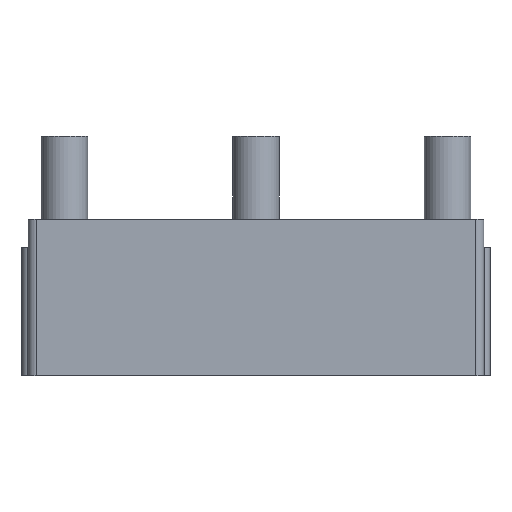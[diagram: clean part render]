
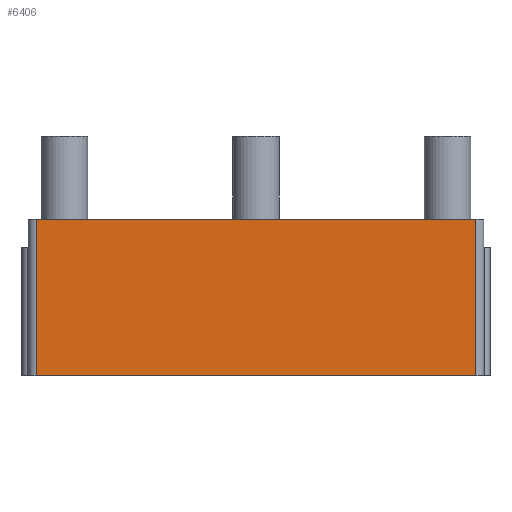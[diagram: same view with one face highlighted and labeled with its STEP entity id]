
A CAD part, front view. The second image highlights one B-rep face of the part: STEP entity #6406.
In plain terms, the highlighted planar face has unit normal (0, -1, 0).
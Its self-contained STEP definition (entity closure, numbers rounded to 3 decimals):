
#399=FACE_OUTER_BOUND('',#727,.T.);
#727=EDGE_LOOP('',(#4236,#4237,#4238,#4239));
#1076=LINE('',#9261,#1776);
#1163=LINE('',#9538,#1863);
#1164=LINE('',#9540,#1864);
#1165=LINE('',#9541,#1865);
#1776=VECTOR('',#7388,10.);
#1863=VECTOR('',#7585,10.);
#1864=VECTOR('',#7586,10.);
#1865=VECTOR('',#7587,10.);
#2483=VERTEX_POINT('',#9259);
#2484=VERTEX_POINT('',#9260);
#2619=VERTEX_POINT('',#9537);
#2620=VERTEX_POINT('',#9539);
#3120=EDGE_CURVE('',#2483,#2484,#1076,.T.);
#3259=EDGE_CURVE('',#2484,#2619,#1163,.T.);
#3260=EDGE_CURVE('',#2619,#2620,#1164,.T.);
#3261=EDGE_CURVE('',#2483,#2620,#1165,.T.);
#4236=ORIENTED_EDGE('',*,*,#3120,.T.);
#4237=ORIENTED_EDGE('',*,*,#3259,.T.);
#4238=ORIENTED_EDGE('',*,*,#3260,.T.);
#4239=ORIENTED_EDGE('',*,*,#3261,.F.);
#5909=PLANE('',#6819);
#6406=ADVANCED_FACE('',(#399),#5909,.T.);
#6819=AXIS2_PLACEMENT_3D('',#9536,#7583,#7584);
#7388=DIRECTION('',(1.,0.,0.));
#7583=DIRECTION('center_axis',(0.,-1.,0.));
#7584=DIRECTION('ref_axis',(1.,0.,0.));
#7585=DIRECTION('',(0.,0.,1.));
#7586=DIRECTION('',(-1.,0.,0.));
#7587=DIRECTION('',(0.,0.,1.));
#9259=CARTESIAN_POINT('',(-5.95,-7.7,-6.2));
#9260=CARTESIAN_POINT('',(36.45,-7.7,-6.2));
#9261=CARTESIAN_POINT('',(6.75,-7.7,-6.2));
#9536=CARTESIAN_POINT('Origin',(-6.75,-7.7,0.));
#9537=CARTESIAN_POINT('',(36.45,-7.7,8.9));
#9538=CARTESIAN_POINT('',(36.45,-7.7,6.2));
#9539=CARTESIAN_POINT('',(-5.95,-7.7,8.9));
#9540=CARTESIAN_POINT('',(4.65,-7.7,8.9));
#9541=CARTESIAN_POINT('',(-5.95,-7.7,0.));
